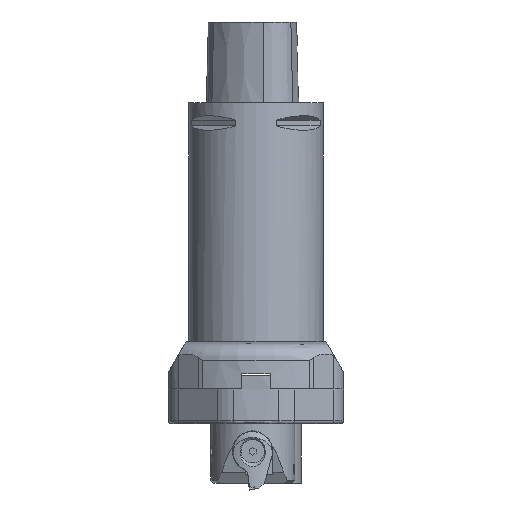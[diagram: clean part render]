
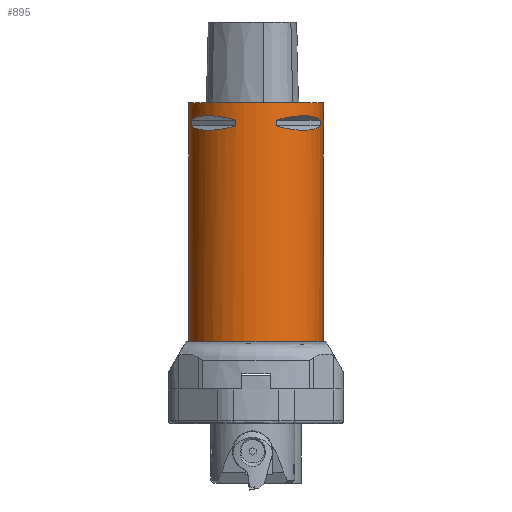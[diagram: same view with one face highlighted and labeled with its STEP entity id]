
A CAD part, left-side view. The second image highlights one B-rep face of the part: STEP entity #895.
In plain terms, the highlighted cylindrical face has radius 40 mm (diameter 80 mm), a full revolution.
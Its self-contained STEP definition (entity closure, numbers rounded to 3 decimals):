
#301=FACE_BOUND('',#2068,.T.);
#302=FACE_BOUND('',#2069,.T.);
#303=FACE_BOUND('',#2070,.T.);
#304=FACE_BOUND('',#2071,.T.);
#305=FACE_BOUND('',#2072,.T.);
#306=FACE_BOUND('',#2073,.T.);
#427=ELLIPSE('',#8559,46.188,40.);
#428=ELLIPSE('',#8560,46.188,40.);
#429=ELLIPSE('',#8561,46.188,40.);
#430=ELLIPSE('',#8562,46.188,40.);
#431=ELLIPSE('',#8564,46.188,40.);
#432=ELLIPSE('',#8565,46.188,40.);
#433=ELLIPSE('',#8566,46.188,40.);
#434=ELLIPSE('',#8567,46.188,40.);
#467=CYLINDRICAL_SURFACE('',#8568,40.);
#601=CIRCLE('',#8558,40.);
#602=CIRCLE('',#8563,40.);
#895=ADVANCED_FACE('',(#301,#302,#303,#304,#305,#306),#467,.T.);
#2068=EDGE_LOOP('',(#2684));
#2069=EDGE_LOOP('',(#2685,#2686,#2687,#2688));
#2070=EDGE_LOOP('',(#2689,#2690,#2691,#2692));
#2071=EDGE_LOOP('',(#2693));
#2072=EDGE_LOOP('',(#2694,#2695,#2696,#2697));
#2073=EDGE_LOOP('',(#2698,#2699,#2700,#2701));
#2684=ORIENTED_EDGE('',*,*,#5708,.F.);
#2685=ORIENTED_EDGE('',*,*,#5709,.T.);
#2686=ORIENTED_EDGE('',*,*,#5710,.T.);
#2687=ORIENTED_EDGE('',*,*,#5711,.T.);
#2688=ORIENTED_EDGE('',*,*,#5712,.T.);
#2689=ORIENTED_EDGE('',*,*,#5713,.T.);
#2690=ORIENTED_EDGE('',*,*,#5714,.T.);
#2691=ORIENTED_EDGE('',*,*,#5715,.T.);
#2692=ORIENTED_EDGE('',*,*,#5716,.T.);
#2693=ORIENTED_EDGE('',*,*,#5717,.T.);
#2694=ORIENTED_EDGE('',*,*,#5718,.T.);
#2695=ORIENTED_EDGE('',*,*,#5719,.T.);
#2696=ORIENTED_EDGE('',*,*,#5720,.T.);
#2697=ORIENTED_EDGE('',*,*,#5721,.T.);
#2698=ORIENTED_EDGE('',*,*,#5722,.T.);
#2699=ORIENTED_EDGE('',*,*,#5723,.T.);
#2700=ORIENTED_EDGE('',*,*,#5724,.T.);
#2701=ORIENTED_EDGE('',*,*,#5725,.T.);
#4910=VERTEX_POINT('',#11933);
#4911=VERTEX_POINT('',#11935);
#4912=VERTEX_POINT('',#11936);
#4913=VERTEX_POINT('',#11938);
#4914=VERTEX_POINT('',#11940);
#4915=VERTEX_POINT('',#11943);
#4916=VERTEX_POINT('',#11944);
#4917=VERTEX_POINT('',#11946);
#4918=VERTEX_POINT('',#11948);
#4919=VERTEX_POINT('',#11951);
#4920=VERTEX_POINT('',#11953);
#4921=VERTEX_POINT('',#11954);
#4922=VERTEX_POINT('',#11956);
#4923=VERTEX_POINT('',#11958);
#4924=VERTEX_POINT('',#11961);
#4925=VERTEX_POINT('',#11962);
#4926=VERTEX_POINT('',#11964);
#4927=VERTEX_POINT('',#11966);
#5708=EDGE_CURVE('',#4910,#4910,#601,.T.);
#5709=EDGE_CURVE('',#4911,#4912,#6817,.T.);
#5710=EDGE_CURVE('',#4912,#4913,#427,.T.);
#5711=EDGE_CURVE('',#4913,#4914,#6818,.T.);
#5712=EDGE_CURVE('',#4914,#4911,#428,.T.);
#5713=EDGE_CURVE('',#4915,#4916,#6819,.T.);
#5714=EDGE_CURVE('',#4916,#4917,#429,.T.);
#5715=EDGE_CURVE('',#4917,#4918,#6820,.T.);
#5716=EDGE_CURVE('',#4918,#4915,#430,.T.);
#5717=EDGE_CURVE('',#4919,#4919,#602,.T.);
#5718=EDGE_CURVE('',#4920,#4921,#6821,.T.);
#5719=EDGE_CURVE('',#4921,#4922,#431,.T.);
#5720=EDGE_CURVE('',#4922,#4923,#6822,.T.);
#5721=EDGE_CURVE('',#4923,#4920,#432,.T.);
#5722=EDGE_CURVE('',#4924,#4925,#6823,.T.);
#5723=EDGE_CURVE('',#4925,#4926,#433,.T.);
#5724=EDGE_CURVE('',#4926,#4927,#6824,.T.);
#5725=EDGE_CURVE('',#4927,#4924,#434,.T.);
#6817=LINE('',#11934,#7586);
#6818=LINE('',#11939,#7587);
#6819=LINE('',#11942,#7588);
#6820=LINE('',#11947,#7589);
#6821=LINE('',#11952,#7590);
#6822=LINE('',#11957,#7591);
#6823=LINE('',#11960,#7592);
#6824=LINE('',#11965,#7593);
#7586=VECTOR('',#9443,1.);
#7587=VECTOR('',#9446,1.);
#7588=VECTOR('',#9449,1.);
#7589=VECTOR('',#9452,1.);
#7590=VECTOR('',#9457,1.);
#7591=VECTOR('',#9460,1.);
#7592=VECTOR('',#9463,1.);
#7593=VECTOR('',#9466,1.);
#8558=AXIS2_PLACEMENT_3D('',#11932,#9441,#9442);
#8559=AXIS2_PLACEMENT_3D('',#11937,#9444,#9445);
#8560=AXIS2_PLACEMENT_3D('',#11941,#9447,#9448);
#8561=AXIS2_PLACEMENT_3D('',#11945,#9450,#9451);
#8562=AXIS2_PLACEMENT_3D('',#11949,#9453,#9454);
#8563=AXIS2_PLACEMENT_3D('',#11950,#9455,#9456);
#8564=AXIS2_PLACEMENT_3D('',#11955,#9458,#9459);
#8565=AXIS2_PLACEMENT_3D('',#11959,#9461,#9462);
#8566=AXIS2_PLACEMENT_3D('',#11963,#9464,#9465);
#8567=AXIS2_PLACEMENT_3D('',#11967,#9467,#9468);
#8568=AXIS2_PLACEMENT_3D('',#11968,#9469,#9470);
#9441=DIRECTION('',(0.,0.,-1.));
#9442=DIRECTION('',(-1.,0.,0.));
#9443=DIRECTION('',(0.,0.,1.));
#9444=DIRECTION('',(-0.354,-0.354,0.866));
#9445=DIRECTION('',(-0.612,-0.612,-0.5));
#9446=DIRECTION('',(0.,0.,-1.));
#9447=DIRECTION('',(-0.354,-0.354,-0.866));
#9448=DIRECTION('',(0.612,0.612,-0.5));
#9449=DIRECTION('',(0.,0.,1.));
#9450=DIRECTION('',(0.354,0.354,0.866));
#9451=DIRECTION('',(0.612,0.612,-0.5));
#9452=DIRECTION('',(0.,0.,-1.));
#9453=DIRECTION('',(0.354,0.354,-0.866));
#9454=DIRECTION('',(-0.612,-0.612,-0.5));
#9455=DIRECTION('',(0.,0.,-1.));
#9456=DIRECTION('',(-1.,0.,0.));
#9457=DIRECTION('',(0.,0.,1.));
#9458=DIRECTION('',(0.354,-0.354,0.866));
#9459=DIRECTION('',(0.612,-0.612,-0.5));
#9460=DIRECTION('',(0.,0.,-1.));
#9461=DIRECTION('',(0.354,-0.354,-0.866));
#9462=DIRECTION('',(-0.612,0.612,-0.5));
#9463=DIRECTION('',(0.,0.,1.));
#9464=DIRECTION('',(-0.354,0.354,0.866));
#9465=DIRECTION('',(-0.612,0.612,-0.5));
#9466=DIRECTION('',(0.,0.,-1.));
#9467=DIRECTION('',(-0.354,0.354,-0.866));
#9468=DIRECTION('',(0.612,-0.612,-0.5));
#9469=DIRECTION('',(0.,0.,-1.));
#9470=DIRECTION('',(-1.,0.,0.));
#11932=CARTESIAN_POINT('',(0.,0.,-141.9));
#11933=CARTESIAN_POINT('',(-40.,0.,-141.9));
#11934=CARTESIAN_POINT('',(38.115,12.133,0.));
#11935=CARTESIAN_POINT('',(38.115,12.133,-13.75));
#11936=CARTESIAN_POINT('',(38.115,12.133,-10.25));
#11937=CARTESIAN_POINT('',(0.,0.,-30.764));
#11938=CARTESIAN_POINT('',(12.133,38.115,-10.25));
#11939=CARTESIAN_POINT('',(12.133,38.115,0.));
#11940=CARTESIAN_POINT('',(12.133,38.115,-13.75));
#11941=CARTESIAN_POINT('',(0.,0.,6.764));
#11942=CARTESIAN_POINT('',(-38.115,-12.133,0.));
#11943=CARTESIAN_POINT('',(-38.115,-12.133,-13.75));
#11944=CARTESIAN_POINT('',(-38.115,-12.133,-10.25));
#11945=CARTESIAN_POINT('',(0.,0.,-30.764));
#11946=CARTESIAN_POINT('',(-12.133,-38.115,-10.25));
#11947=CARTESIAN_POINT('',(-12.133,-38.115,0.));
#11948=CARTESIAN_POINT('',(-12.133,-38.115,-13.75));
#11949=CARTESIAN_POINT('',(0.,0.,6.764));
#11950=CARTESIAN_POINT('',(0.,0.,0.));
#11951=CARTESIAN_POINT('',(-40.,0.,0.));
#11952=CARTESIAN_POINT('',(-12.133,38.115,0.));
#11953=CARTESIAN_POINT('',(-12.133,38.115,-13.75));
#11954=CARTESIAN_POINT('',(-12.133,38.115,-10.25));
#11955=CARTESIAN_POINT('',(0.,0.,-30.764));
#11956=CARTESIAN_POINT('',(-38.115,12.133,-10.25));
#11957=CARTESIAN_POINT('',(-38.115,12.133,0.));
#11958=CARTESIAN_POINT('',(-38.115,12.133,-13.75));
#11959=CARTESIAN_POINT('',(0.,0.,6.764));
#11960=CARTESIAN_POINT('',(12.133,-38.115,0.));
#11961=CARTESIAN_POINT('',(12.133,-38.115,-13.75));
#11962=CARTESIAN_POINT('',(12.133,-38.115,-10.25));
#11963=CARTESIAN_POINT('',(0.,0.,-30.764));
#11964=CARTESIAN_POINT('',(38.115,-12.133,-10.25));
#11965=CARTESIAN_POINT('',(38.115,-12.133,0.));
#11966=CARTESIAN_POINT('',(38.115,-12.133,-13.75));
#11967=CARTESIAN_POINT('',(0.,0.,6.764));
#11968=CARTESIAN_POINT('',(0.,0.,-140.));
